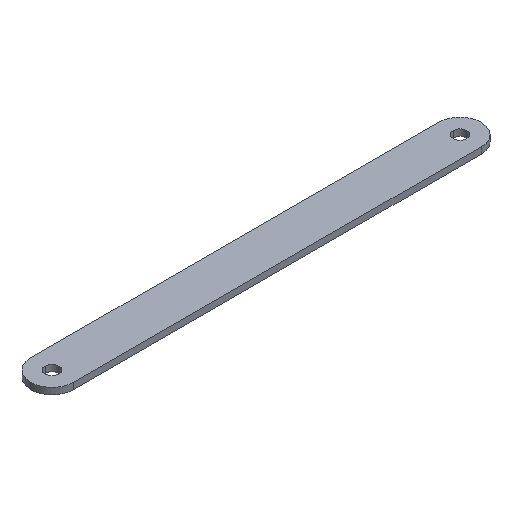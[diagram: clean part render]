
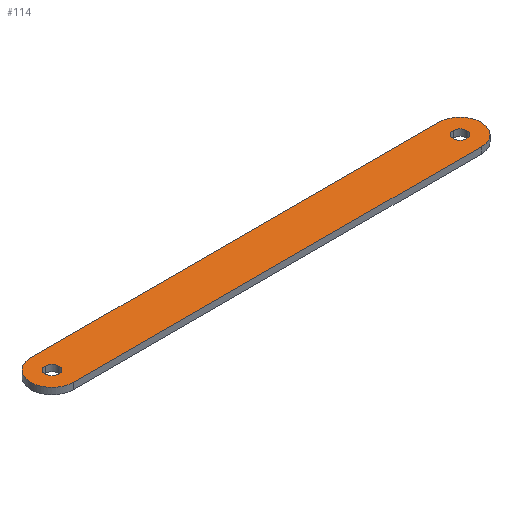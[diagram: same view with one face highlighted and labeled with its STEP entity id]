
A CAD part, isometric view. The second image highlights one B-rep face of the part: STEP entity #114.
In plain terms, the highlighted planar face has unit normal (0, 0, 1).
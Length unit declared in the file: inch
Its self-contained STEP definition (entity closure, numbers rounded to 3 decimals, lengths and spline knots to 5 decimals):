
#114=ADVANCED_FACE('',(#210,#211,#212),#213,.T.);
#210=FACE_BOUND('',#437,.T.);
#211=FACE_BOUND('',#438,.T.);
#212=FACE_OUTER_BOUND('',#439,.T.);
#213=PLANE('',#440);
#437=EDGE_LOOP('',(#562,#563,#564,#565));
#438=EDGE_LOOP('',(#566,#567,#568,#569));
#439=EDGE_LOOP('',(#570,#571,#572,#573,#574,#575));
#440=AXIS2_PLACEMENT_3D('',#576,#577,#578);
#562=ORIENTED_EDGE('',*,*,#600,.F.);
#563=ORIENTED_EDGE('',*,*,#647,.F.);
#564=ORIENTED_EDGE('',*,*,#650,.F.);
#565=ORIENTED_EDGE('',*,*,#651,.F.);
#566=ORIENTED_EDGE('',*,*,#610,.F.);
#567=ORIENTED_EDGE('',*,*,#643,.F.);
#568=ORIENTED_EDGE('',*,*,#631,.F.);
#569=ORIENTED_EDGE('',*,*,#645,.F.);
#570=ORIENTED_EDGE('',*,*,#605,.F.);
#571=ORIENTED_EDGE('',*,*,#639,.F.);
#572=ORIENTED_EDGE('',*,*,#627,.F.);
#573=ORIENTED_EDGE('',*,*,#652,.F.);
#574=ORIENTED_EDGE('',*,*,#635,.F.);
#575=ORIENTED_EDGE('',*,*,#641,.F.);
#576=CARTESIAN_POINT('',(6.00049,0.20314,0.1875));
#577=DIRECTION('',(0.0,0.0,1.0));
#578=DIRECTION('',(1.0,0.0,0.0));
#600=EDGE_CURVE('',#659,#660,#661,.T.);
#605=EDGE_CURVE('',#668,#669,#670,.T.);
#610=EDGE_CURVE('',#677,#678,#679,.T.);
#627=EDGE_CURVE('',#706,#707,#708,.T.);
#631=EDGE_CURVE('',#712,#713,#714,.T.);
#635=EDGE_CURVE('',#718,#719,#720,.T.);
#639=EDGE_CURVE('',#707,#668,#724,.T.);
#641=EDGE_CURVE('',#669,#718,#726,.T.);
#643=EDGE_CURVE('',#713,#677,#728,.T.);
#645=EDGE_CURVE('',#678,#712,#730,.T.);
#647=EDGE_CURVE('',#732,#659,#733,.T.);
#650=EDGE_CURVE('',#736,#732,#737,.T.);
#651=EDGE_CURVE('',#660,#736,#738,.T.);
#652=EDGE_CURVE('',#719,#706,#739,.T.);
#659=VERTEX_POINT('',#746);
#660=VERTEX_POINT('',#747);
#661=B_SPLINE_CURVE_WITH_KNOTS('',3,(#748,#749,#750,#751),.UNSPECIFIED.,.F.,.F.,(4,4),(0.0,1.0),.UNSPECIFIED.);
#668=VERTEX_POINT('',#763);
#669=VERTEX_POINT('',#764);
#670=LINE('',#765,#766);
#677=VERTEX_POINT('',#776);
#678=VERTEX_POINT('',#777);
#679=B_SPLINE_CURVE_WITH_KNOTS('',3,(#778,#779,#780,#781),.UNSPECIFIED.,.F.,.F.,(4,4),(0.0,1.0),.UNSPECIFIED.);
#706=VERTEX_POINT('',#844);
#707=VERTEX_POINT('',#845);
#708=B_SPLINE_CURVE_WITH_KNOTS('',3,(#846,#847,#848,#849),.UNSPECIFIED.,.F.,.F.,(4,4),(0.0,1.0),.UNSPECIFIED.);
#712=VERTEX_POINT('',#855);
#713=VERTEX_POINT('',#856);
#714=B_SPLINE_CURVE_WITH_KNOTS('',3,(#857,#858,#859,#860),.UNSPECIFIED.,.F.,.F.,(4,4),(0.0,1.0),.UNSPECIFIED.);
#718=VERTEX_POINT('',#866);
#719=VERTEX_POINT('',#867);
#720=B_SPLINE_CURVE_WITH_KNOTS('',3,(#868,#869,#870,#871),.UNSPECIFIED.,.F.,.F.,(4,4),(0.0,1.0),.UNSPECIFIED.);
#724=B_SPLINE_CURVE_WITH_KNOTS('',3,(#877,#878,#879,#880),.UNSPECIFIED.,.F.,.F.,(4,4),(0.0,1.0),.UNSPECIFIED.);
#726=B_SPLINE_CURVE_WITH_KNOTS('',3,(#882,#883,#884,#885),.UNSPECIFIED.,.F.,.F.,(4,4),(0.0,1.0),.UNSPECIFIED.);
#728=B_SPLINE_CURVE_WITH_KNOTS('',3,(#887,#888,#889,#890),.UNSPECIFIED.,.F.,.F.,(4,4),(0.0,1.0),.UNSPECIFIED.);
#730=B_SPLINE_CURVE_WITH_KNOTS('',3,(#892,#893,#894,#895),.UNSPECIFIED.,.F.,.F.,(4,4),(0.0,1.0),.UNSPECIFIED.);
#732=VERTEX_POINT('',#897);
#733=B_SPLINE_CURVE_WITH_KNOTS('',3,(#898,#899,#900,#901),.UNSPECIFIED.,.F.,.F.,(4,4),(0.0,1.0),.UNSPECIFIED.);
#736=VERTEX_POINT('',#905);
#737=B_SPLINE_CURVE_WITH_KNOTS('',3,(#906,#907,#908,#909),.UNSPECIFIED.,.F.,.F.,(4,4),(0.0,1.0),.UNSPECIFIED.);
#738=B_SPLINE_CURVE_WITH_KNOTS('',3,(#910,#911,#912,#913),.UNSPECIFIED.,.F.,.F.,(4,4),(0.0,1.0),.UNSPECIFIED.);
#739=LINE('',#914,#915);
#746=CARTESIAN_POINT('',(12.20409,0.20314,0.1875));
#747=CARTESIAN_POINT('',(12.00095,0.40628,0.1875));
#748=CARTESIAN_POINT('',(12.20409,0.20314,0.1875));
#749=CARTESIAN_POINT('',(12.20409,0.31532,0.1875));
#750=CARTESIAN_POINT('',(12.11314,0.40628,0.1875));
#751=CARTESIAN_POINT('',(12.00095,0.40628,0.1875));
#763=CARTESIAN_POINT('',(12.00095,-0.4219,0.1875));
#764=CARTESIAN_POINT('',(0.0,-0.4219,0.1875));
#765=CARTESIAN_POINT('',(12.00095,-0.4219,0.1875));
#766=VECTOR('',#924,1.0);
#776=CARTESIAN_POINT('',(0.20314,0.20314,0.1875));
#777=CARTESIAN_POINT('',(0.0,0.40628,0.1875));
#778=CARTESIAN_POINT('',(0.20314,0.20314,0.1875));
#779=CARTESIAN_POINT('',(0.20314,0.31532,0.1875));
#780=CARTESIAN_POINT('',(0.11218,0.40628,0.1875));
#781=CARTESIAN_POINT('',(0.0,0.40628,0.1875));
#844=CARTESIAN_POINT('',(12.00095,0.82818,0.1875));
#845=CARTESIAN_POINT('',(12.62603,0.20314,0.1875));
#846=CARTESIAN_POINT('',(12.00095,0.82818,0.1875));
#847=CARTESIAN_POINT('',(12.34619,0.82818,0.1875));
#848=CARTESIAN_POINT('',(12.62603,0.54833,0.1875));
#849=CARTESIAN_POINT('',(12.62603,0.20314,0.1875));
#855=CARTESIAN_POINT('',(-0.20315,0.20314,0.1875));
#856=CARTESIAN_POINT('',(0.0,0.,0.1875));
#857=CARTESIAN_POINT('',(-0.20315,0.20314,0.1875));
#858=CARTESIAN_POINT('',(-0.20315,0.09094,0.1875));
#859=CARTESIAN_POINT('',(-0.1122,0.,0.1875));
#860=CARTESIAN_POINT('',(0.0,0.,0.1875));
#866=CARTESIAN_POINT('',(-0.62505,0.20314,0.1875));
#867=CARTESIAN_POINT('',(0.0,0.82818,0.1875));
#868=CARTESIAN_POINT('',(-0.62505,0.20314,0.1875));
#869=CARTESIAN_POINT('',(-0.62505,0.54833,0.1875));
#870=CARTESIAN_POINT('',(-0.34522,0.82818,0.1875));
#871=CARTESIAN_POINT('',(0.0,0.82818,0.1875));
#877=CARTESIAN_POINT('',(12.62603,0.20314,0.1875));
#878=CARTESIAN_POINT('',(12.62603,-0.14209,0.1875));
#879=CARTESIAN_POINT('',(12.34619,-0.4219,0.1875));
#880=CARTESIAN_POINT('',(12.00095,-0.4219,0.1875));
#882=CARTESIAN_POINT('',(0.0,-0.4219,0.1875));
#883=CARTESIAN_POINT('',(-0.34522,-0.4219,0.1875));
#884=CARTESIAN_POINT('',(-0.62505,-0.14209,0.1875));
#885=CARTESIAN_POINT('',(-0.62505,0.20314,0.1875));
#887=CARTESIAN_POINT('',(0.0,0.,0.1875));
#888=CARTESIAN_POINT('',(0.11218,0.,0.1875));
#889=CARTESIAN_POINT('',(0.20314,0.09094,0.1875));
#890=CARTESIAN_POINT('',(0.20314,0.20314,0.1875));
#892=CARTESIAN_POINT('',(0.0,0.40628,0.1875));
#893=CARTESIAN_POINT('',(-0.1122,0.40628,0.1875));
#894=CARTESIAN_POINT('',(-0.20315,0.31532,0.1875));
#895=CARTESIAN_POINT('',(-0.20315,0.20314,0.1875));
#897=CARTESIAN_POINT('',(12.00095,0.,0.1875));
#898=CARTESIAN_POINT('',(12.00095,0.,0.1875));
#899=CARTESIAN_POINT('',(12.11314,0.,0.1875));
#900=CARTESIAN_POINT('',(12.20409,0.09094,0.1875));
#901=CARTESIAN_POINT('',(12.20409,0.20314,0.1875));
#905=CARTESIAN_POINT('',(11.79784,0.20314,0.1875));
#906=CARTESIAN_POINT('',(11.79784,0.20314,0.1875));
#907=CARTESIAN_POINT('',(11.79784,0.09094,0.1875));
#908=CARTESIAN_POINT('',(11.88877,0.,0.1875));
#909=CARTESIAN_POINT('',(12.00095,0.,0.1875));
#910=CARTESIAN_POINT('',(12.00095,0.40628,0.1875));
#911=CARTESIAN_POINT('',(11.88877,0.40628,0.1875));
#912=CARTESIAN_POINT('',(11.79784,0.31532,0.1875));
#913=CARTESIAN_POINT('',(11.79784,0.20314,0.1875));
#914=CARTESIAN_POINT('',(0.0,0.82818,0.1875));
#915=VECTOR('',#938,1.0);
#924=DIRECTION('',(-1.0,0.0,0.0));
#938=DIRECTION('',(1.0,0.0,0.0));
